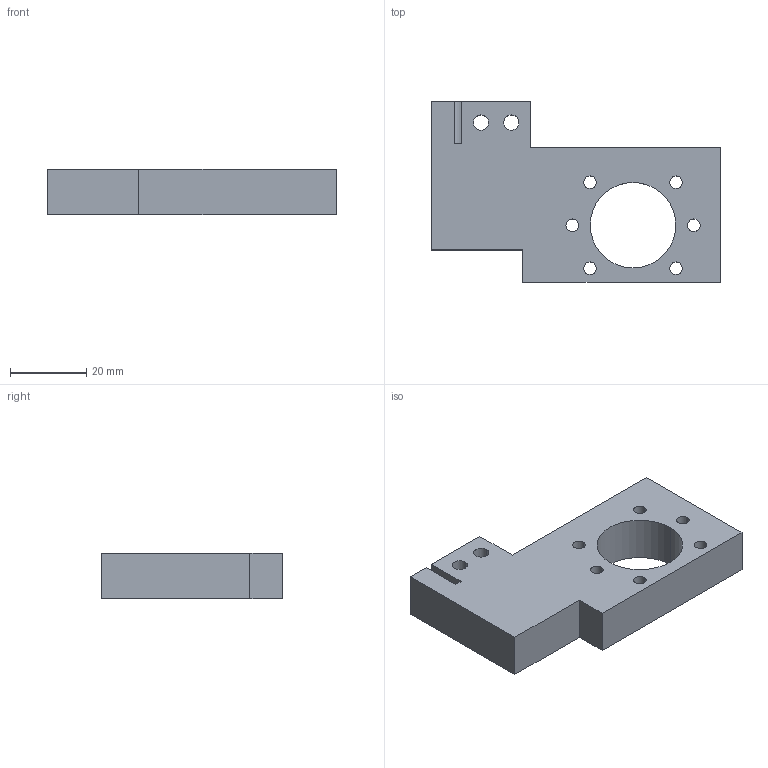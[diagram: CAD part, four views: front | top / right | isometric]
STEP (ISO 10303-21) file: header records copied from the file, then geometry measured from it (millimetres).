
FILE_DESCRIPTION (( 'STEP AP214' ), '1' );
FILE_NAME ('等蹈蟀諉璃-1204VQ.STEP', '2025-10-24T09:15:52', ( '' ), ( '' ), 'SwSTEP 2.0', 'SolidWorks 2023', '' );
FILE_SCHEMA (( 'AUTOMOTIVE_DESIGN' ));
Length unit declared in the file: millimetre
Products named in the file (1): 单列连接件-1204VQ
Bounding box: 76 x 47.5 x 12 mm (x, y, z)
Volume: 27510.7 mm3; surface area: 9856.8 mm2
Topology: 1 solids, 1 shells, 37 faces, 102 edges, 68 vertices
Faces by surface type: cylinder 23, plane 14
Entity records: 1261 total; most frequent: DIRECTION 224, CARTESIAN_POINT 208, ORIENTED_EDGE 204, EDGE_CURVE 102, AXIS2_PLACEMENT_3D 84, VERTEX_POINT 68, LINE 56, EDGE_LOOP 56
